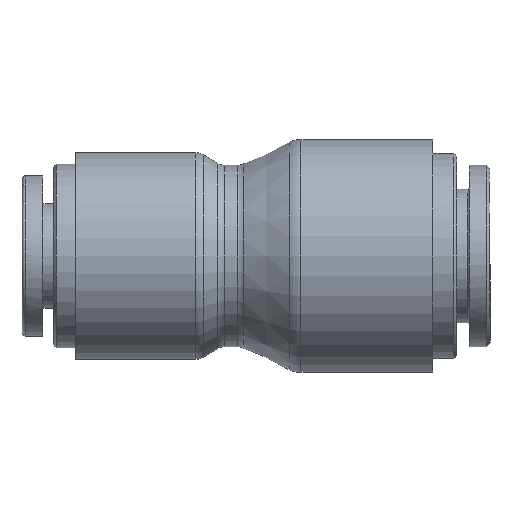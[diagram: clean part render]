
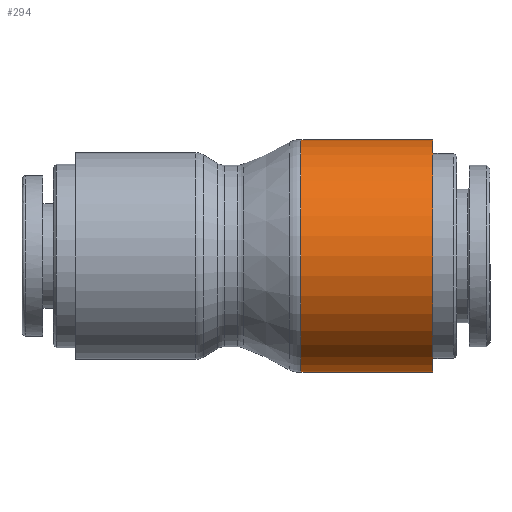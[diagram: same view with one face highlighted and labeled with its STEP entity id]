
A CAD part, front view. The second image highlights one B-rep face of the part: STEP entity #294.
In plain terms, the highlighted cylindrical face has radius 8.35 mm (diameter 16.7 mm), a full revolution.
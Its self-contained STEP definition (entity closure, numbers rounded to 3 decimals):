
#263=CARTESIAN_POINT('',(3.35,8.35,0.));
#264=VERTEX_POINT('',#263);
#265=CARTESIAN_POINT('',(3.35,0.0,0.0));
#266=DIRECTION('',(-1.0,0.0,0.0));
#267=DIRECTION('',(0.0,-1.0,0.0));
#268=AXIS2_PLACEMENT_3D('',#265,#266,#267);
#269=CIRCLE('',#268,8.35);
#270=EDGE_CURVE('',#264,#264,#269,.T.);
#275=CARTESIAN_POINT('',(7.85,0.0,0.0));
#276=DIRECTION('',(1.0,0.0,0.0));
#277=DIRECTION('',(0.0,1.0,0.0));
#278=AXIS2_PLACEMENT_3D('',#275,#276,#277);
#279=CYLINDRICAL_SURFACE('',#278,8.35);
#280=CARTESIAN_POINT('',(12.8,8.35,0.0));
#281=VERTEX_POINT('',#280);
#282=CARTESIAN_POINT('',(12.8,0.0,0.0));
#283=DIRECTION('',(1.0,0.0,0.0));
#284=DIRECTION('',(0.0,1.0,0.0));
#285=AXIS2_PLACEMENT_3D('',#282,#283,#284);
#286=CIRCLE('',#285,8.35);
#287=EDGE_CURVE('',#281,#281,#286,.T.);
#288=ORIENTED_EDGE('',*,*,#287,.F.);
#289=EDGE_LOOP('',(#288));
#290=FACE_OUTER_BOUND('',#289,.T.);
#291=ORIENTED_EDGE('',*,*,#270,.F.);
#292=EDGE_LOOP('',(#291));
#293=FACE_BOUND('',#292,.T.);
#294=ADVANCED_FACE('',(#290,#293),#279,.T.);
